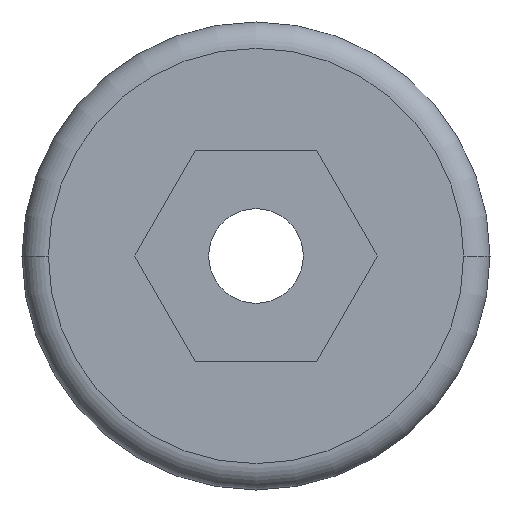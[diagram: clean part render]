
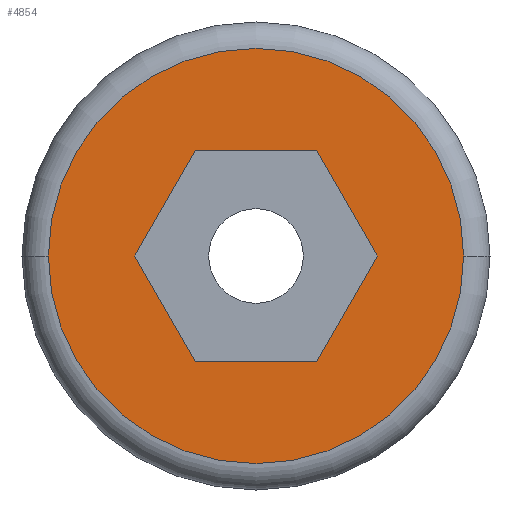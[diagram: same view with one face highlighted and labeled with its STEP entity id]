
A CAD part, left-side view. The second image highlights one B-rep face of the part: STEP entity #4854.
In plain terms, the highlighted planar face has unit normal (-1, 0, 0).
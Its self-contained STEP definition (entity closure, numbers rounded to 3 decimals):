
#2431=DIRECTION('',(0.,-0.5,0.866));
#2432=VECTOR('',#2431,1.166);
#2433=CARTESIAN_POINT('',(-2.43,1.166,0.));
#2434=LINE('',#2433,#2432);
#2435=DIRECTION('',(0.,0.5,0.866));
#2436=VECTOR('',#2435,1.166);
#2437=CARTESIAN_POINT('',(-2.43,0.583,-1.01));
#2438=LINE('',#2437,#2436);
#2439=DIRECTION('',(0.,1.,0.));
#2440=VECTOR('',#2439,1.166);
#2441=CARTESIAN_POINT('',(-2.43,-0.583,-1.01));
#2442=LINE('',#2441,#2440);
#2443=DIRECTION('',(0.,0.5,-0.866));
#2444=VECTOR('',#2443,1.166);
#2445=CARTESIAN_POINT('',(-2.43,-1.166,0.));
#2446=LINE('',#2445,#2444);
#2447=DIRECTION('',(0.,-0.5,-0.866));
#2448=VECTOR('',#2447,1.166);
#2449=CARTESIAN_POINT('',(-2.43,-0.583,1.01));
#2450=LINE('',#2449,#2448);
#2451=DIRECTION('',(0.,-1.,0.));
#2452=VECTOR('',#2451,1.166);
#2453=CARTESIAN_POINT('',(-2.43,0.583,1.01));
#2454=LINE('',#2453,#2452);
#2455=CARTESIAN_POINT('',(-2.43,0.,0.));
#2456=DIRECTION('',(-1.,0.,0.));
#2457=DIRECTION('',(0.,1.,0.));
#2458=AXIS2_PLACEMENT_3D('',#2455,#2456,#2457);
#2460=CARTESIAN_POINT('',(-2.43,0.,0.));
#2461=DIRECTION('',(-1.,0.,0.));
#2462=DIRECTION('',(0.,-1.,0.));
#2463=AXIS2_PLACEMENT_3D('',#2460,#2461,#2462);
#2663=CARTESIAN_POINT('',(-2.43,1.166,0.));
#2664=CARTESIAN_POINT('',(-2.43,0.583,1.01));
#2665=VERTEX_POINT('',#2663);
#2666=VERTEX_POINT('',#2664);
#2667=CARTESIAN_POINT('',(-2.43,-0.583,1.01));
#2668=VERTEX_POINT('',#2667);
#2669=CARTESIAN_POINT('',(-2.43,-1.166,0.));
#2670=VERTEX_POINT('',#2669);
#2671=CARTESIAN_POINT('',(-2.43,-0.583,-1.01));
#2672=VERTEX_POINT('',#2671);
#2673=CARTESIAN_POINT('',(-2.43,0.583,-1.01));
#2674=VERTEX_POINT('',#2673);
#2675=CARTESIAN_POINT('',(-2.43,1.996,0.));
#2676=CARTESIAN_POINT('',(-2.43,-1.996,0.));
#2677=VERTEX_POINT('',#2675);
#2678=VERTEX_POINT('',#2676);
#4830=CARTESIAN_POINT('',(-2.43,0.,0.));
#4831=DIRECTION('',(1.,0.,0.));
#4832=DIRECTION('',(0.,-1.,0.));
#4833=AXIS2_PLACEMENT_3D('',#4830,#4831,#4832);
#4834=PLANE('',#4833);
#4836=ORIENTED_EDGE('',*,*,#4835,.F.);
#4837=ORIENTED_EDGE('',*,*,#4820,.F.);
#4838=EDGE_LOOP('',(#4836,#4837));
#4839=FACE_OUTER_BOUND('',#4838,.F.);
#4841=ORIENTED_EDGE('',*,*,#4840,.F.);
#4843=ORIENTED_EDGE('',*,*,#4842,.F.);
#4845=ORIENTED_EDGE('',*,*,#4844,.F.);
#4847=ORIENTED_EDGE('',*,*,#4846,.F.);
#4849=ORIENTED_EDGE('',*,*,#4848,.F.);
#4851=ORIENTED_EDGE('',*,*,#4850,.F.);
#4852=EDGE_LOOP('',(#4841,#4843,#4845,#4847,#4849,#4851));
#4853=FACE_BOUND('',#4852,.F.);
#2459=CIRCLE('',#2458,1.996);
#2464=CIRCLE('',#2463,1.996);
#4820=EDGE_CURVE('',#2678,#2677,#2464,.T.);
#4835=EDGE_CURVE('',#2677,#2678,#2459,.T.);
#4840=EDGE_CURVE('',#2665,#2666,#2434,.T.);
#4842=EDGE_CURVE('',#2674,#2665,#2438,.T.);
#4844=EDGE_CURVE('',#2672,#2674,#2442,.T.);
#4846=EDGE_CURVE('',#2670,#2672,#2446,.T.);
#4848=EDGE_CURVE('',#2668,#2670,#2450,.T.);
#4850=EDGE_CURVE('',#2666,#2668,#2454,.T.);
#4854=ADVANCED_FACE('',(#4839,#4853),#4834,.F.);
